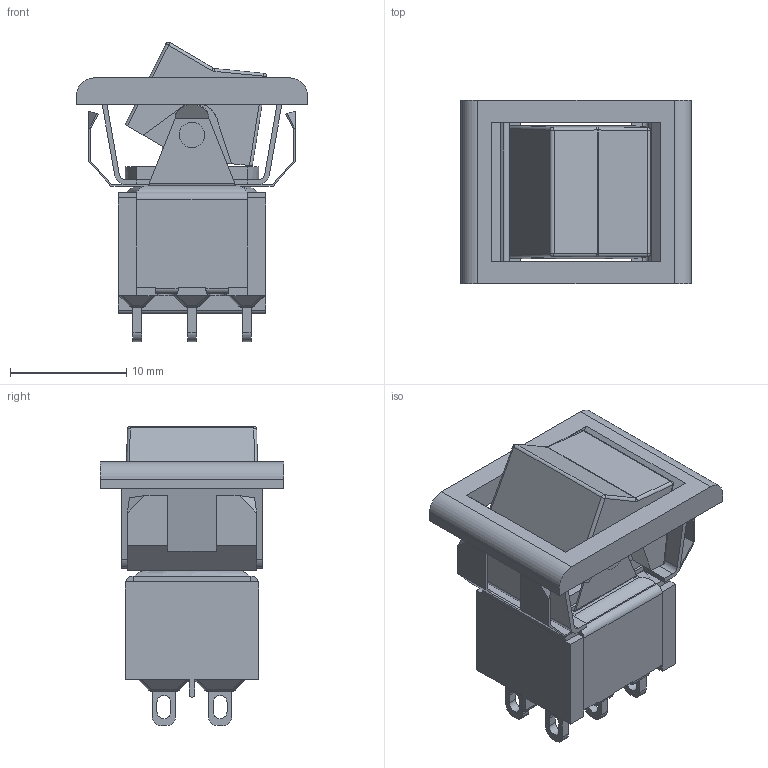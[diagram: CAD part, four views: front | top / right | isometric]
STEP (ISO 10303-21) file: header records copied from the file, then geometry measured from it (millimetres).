
FILE_DESCRIPTION(/* description */ (''),/* implementation_level */ '2;1');
FILE_NAME(/* name */ '300DPxR6xxxM1xExxx.stp',/* time_stamp */ '2025-05-07T11:05:53-05:00',/* author */ ('mroman'),/* organization */ (''),/* preprocessor_version */ 'ST-DEVELOPER v18.1',/* originating_system */ 'Autodesk Inventor 2022',/* authorisation */ '');
FILE_SCHEMA (('AUTOMOTIVE_DESIGN { 1 0 10303 214 3 1 1 }'));
Length unit declared in the file: inch
Products named in the file (1): 300DPxR6xxxM1xExxx
Bounding box: 19.85 x 15.8 x 25.71 mm (x, y, z)
Volume: 1833.1 mm3; surface area: 3902.9 mm2
Topology: 1 solids, 3 shells, 580 faces, 1561 edges, 969 vertices
Faces by surface type: plane 424, cylinder 124, sphere 28, bspline 2, torus 2
Full cylindrical faces by diameter (mm): 2.2 x2, 3.2 x1, 5.2 x1
Entity records: 17816 total; most frequent: CARTESIAN_POINT 3165, ORIENTED_EDGE 3074, DIRECTION 2987, EDGE_CURVE 1537, LINE 1233, VECTOR 1233, VERTEX_POINT 969, AXIS2_PLACEMENT_3D 877
